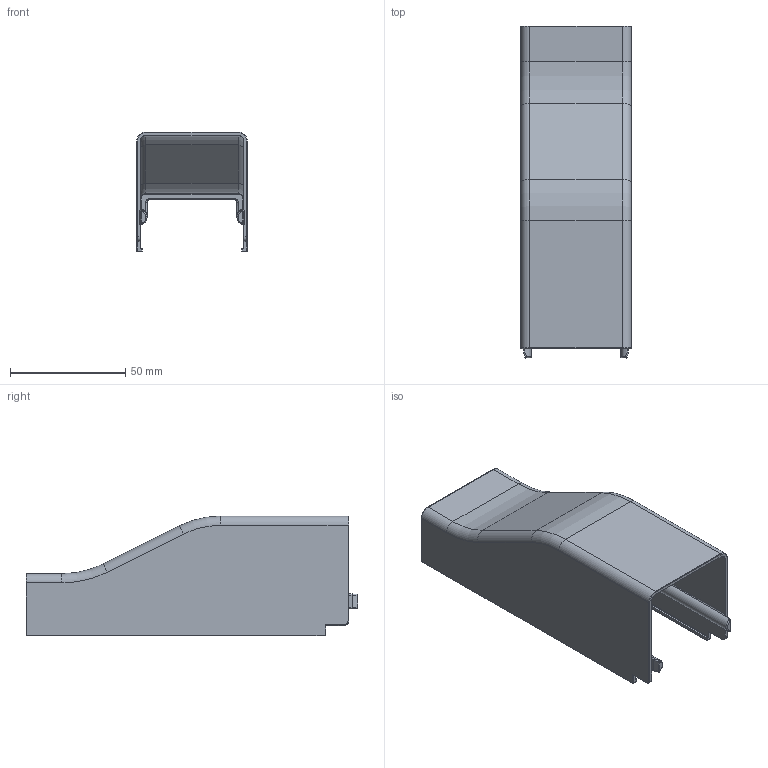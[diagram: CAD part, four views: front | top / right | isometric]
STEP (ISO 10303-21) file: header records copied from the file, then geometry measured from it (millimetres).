
FILE_DESCRIPTION(/* description */ ('Adapterkappe Steckerleiste zu Kabelkanal 45'),/* implementation_level */ '2;1');
FILE_NAME(/* name */ 'ZEI_CAD_221154-1-REV01_#SALL_#AIN_#V1.step',/* time_stamp */ '2022-09-15T21:27:15+02:00',/* author */ ('MiniTec'),/* organization */ ('MiniTec GmbH & Co.KG'),/* preprocessor_version */ 'ST-DEVELOPER v18.1',/* originating_system */ 'Autodesk Inventor 2021',/* authorisation */ '');
FILE_SCHEMA (('CONFIG_CONTROL_DESIGN'));
Length unit declared in the file: millimetre
Products named in the file (1): 22-1154-1FZ.000
Bounding box: 48 x 144 x 52 mm (x, y, z)
Volume: 32094.5 mm3; surface area: 39028.8 mm2
Topology: 1 solids, 1 shells, 161 faces, 385 edges, 222 vertices
Faces by surface type: cylinder 69, plane 42, torus 28, sphere 16, bspline 6
Entity records: 5439 total; most frequent: CARTESIAN_POINT 1594, DIRECTION 881, ORIENTED_EDGE 762, EDGE_CURVE 381, AXIS2_PLACEMENT_3D 352, VERTEX_POINT 222, CIRCLE 184, LINE 177
